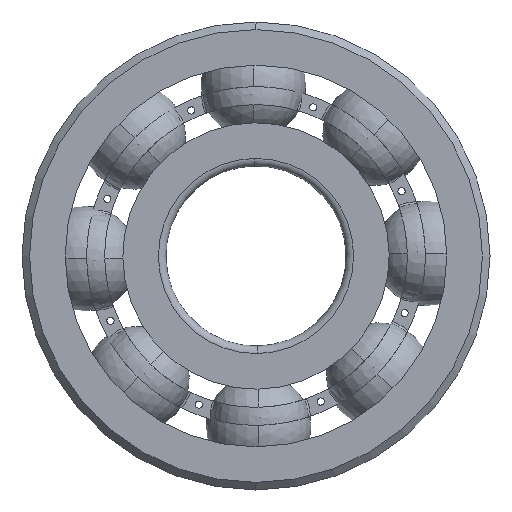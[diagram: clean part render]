
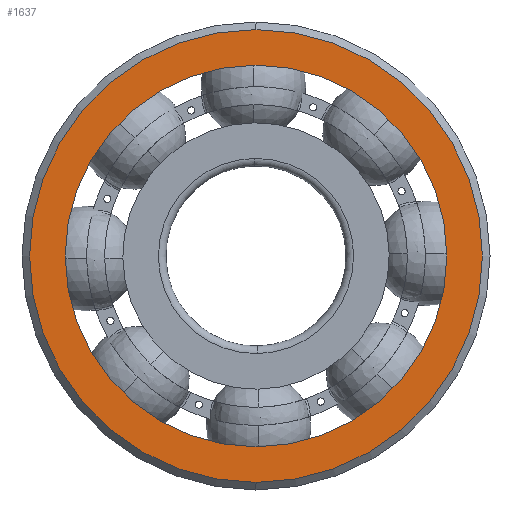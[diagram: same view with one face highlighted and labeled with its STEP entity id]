
A CAD part, left-side view. The second image highlights one B-rep face of the part: STEP entity #1637.
In plain terms, the highlighted planar face has unit normal (-1, 0, 0).
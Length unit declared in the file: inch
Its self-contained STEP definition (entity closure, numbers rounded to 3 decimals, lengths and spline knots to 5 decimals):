
#53 = EDGE_CURVE ( 'NONE', #2720, #5363, #2697, .T. ) ;
#149 = CARTESIAN_POINT ( 'NONE',  ( -0.61024, 0., 0. ) ) ;
#428 = CARTESIAN_POINT ( 'NONE',  ( -0.61024, 2.55906, 0. ) ) ;
#502 = CARTESIAN_POINT ( 'NONE',  ( -0.61024, 0., 0. ) ) ;
#537 = AXIS2_PLACEMENT_3D ( 'NONE', #5926, #770, #2151 ) ;
#573 = CIRCLE ( 'NONE', #993, 2.08661 ) ;
#752 = CIRCLE ( 'NONE', #5629, 2.47638 ) ;
#770 = DIRECTION ( 'NONE',  ( -1., 0., 0. ) ) ;
#804 = CARTESIAN_POINT ( 'NONE',  ( -0.61024, 0., -2.08661 ) ) ;
#890 = EDGE_CURVE ( 'NONE', #1750, #3423, #3488, .T. ) ;
#993 = AXIS2_PLACEMENT_3D ( 'NONE', #502, #4285, #1430 ) ;
#1216 = ORIENTED_EDGE ( 'NONE', *, *, #5204, .F. ) ;
#1273 = DIRECTION ( 'NONE',  ( 0., 0., -1. ) ) ;
#1430 = DIRECTION ( 'NONE',  ( 0., 0., 1. ) ) ;
#1637 = ADVANCED_FACE ( 'NONE', ( #4139, #3479 ), #3745, .F. ) ;
#1682 = ORIENTED_EDGE ( 'NONE', *, *, #890, .T. ) ;
#1750 = VERTEX_POINT ( 'NONE', #2978 ) ;
#2151 = DIRECTION ( 'NONE',  ( 0., 0., -1. ) ) ;
#2493 = DIRECTION ( 'NONE',  ( 0., 0., 1. ) ) ;
#2616 = EDGE_LOOP ( 'NONE', ( #5015, #1682 ) ) ;
#2697 = CIRCLE ( 'NONE', #4366, 2.08661 ) ;
#2703 = CARTESIAN_POINT ( 'NONE',  ( -0.61024, 0., 0. ) ) ;
#2720 = VERTEX_POINT ( 'NONE', #804 ) ;
#2817 = EDGE_CURVE ( 'NONE', #3423, #1750, #752, .T. ) ;
#2978 = CARTESIAN_POINT ( 'NONE',  ( -0.61024, 0., 2.47638 ) ) ;
#3160 = AXIS2_PLACEMENT_3D ( 'NONE', #428, #5574, #5113 ) ;
#3324 = CARTESIAN_POINT ( 'NONE',  ( -0.61024, 0., 2.08661 ) ) ;
#3423 = VERTEX_POINT ( 'NONE', #5837 ) ;
#3479 = FACE_BOUND ( 'NONE', #5085, .T. ) ;
#3488 = CIRCLE ( 'NONE', #537, 2.47638 ) ;
#3512 = ORIENTED_EDGE ( 'NONE', *, *, #53, .F. ) ;
#3745 = PLANE ( 'NONE',  #3160 ) ;
#4139 = FACE_OUTER_BOUND ( 'NONE', #2616, .T. ) ;
#4285 = DIRECTION ( 'NONE',  ( -1., 0., 0. ) ) ;
#4366 = AXIS2_PLACEMENT_3D ( 'NONE', #149, #4859, #2493 ) ;
#4586 = DIRECTION ( 'NONE',  ( -1., 0., 0. ) ) ;
#4859 = DIRECTION ( 'NONE',  ( -1., 0., 0. ) ) ;
#5015 = ORIENTED_EDGE ( 'NONE', *, *, #2817, .T. ) ;
#5085 = EDGE_LOOP ( 'NONE', ( #1216, #3512 ) ) ;
#5113 = DIRECTION ( 'NONE',  ( 0., 0., -1. ) ) ;
#5204 = EDGE_CURVE ( 'NONE', #5363, #2720, #573, .T. ) ;
#5363 = VERTEX_POINT ( 'NONE', #3324 ) ;
#5574 = DIRECTION ( 'NONE',  ( 1., 0., 0. ) ) ;
#5629 = AXIS2_PLACEMENT_3D ( 'NONE', #2703, #4586, #1273 ) ;
#5837 = CARTESIAN_POINT ( 'NONE',  ( -0.61024, 0., -2.47638 ) ) ;
#5926 = CARTESIAN_POINT ( 'NONE',  ( -0.61024, 0., 0. ) ) ;
